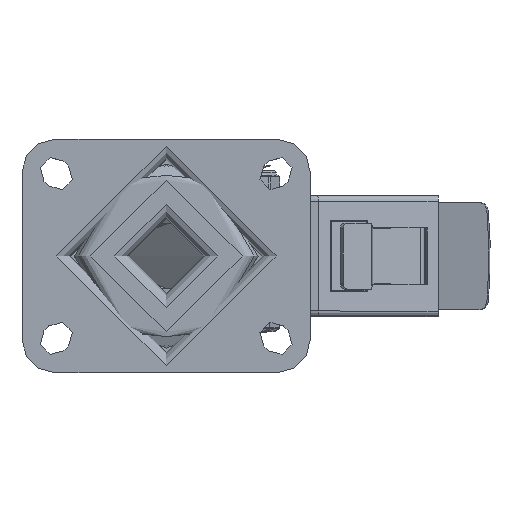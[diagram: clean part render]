
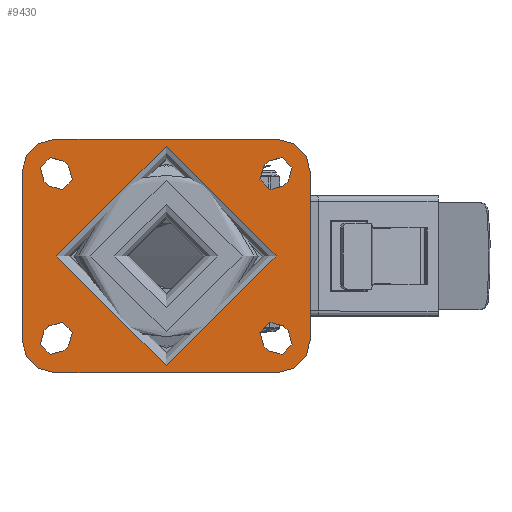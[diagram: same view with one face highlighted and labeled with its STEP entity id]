
A CAD part, top view. The second image highlights one B-rep face of the part: STEP entity #9430.
In plain terms, the highlighted planar face has unit normal (0, 0, 1).
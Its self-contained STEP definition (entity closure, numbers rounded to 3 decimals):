
#578=FACE_BOUND('',#3334,.T.);
#579=FACE_BOUND('',#3335,.T.);
#580=FACE_BOUND('',#3336,.T.);
#581=FACE_BOUND('',#3337,.T.);
#582=FACE_BOUND('',#3338,.T.);
#633=PLANE('',#10232);
#1004=LINE('',#13992,#1845);
#1005=LINE('',#13993,#1846);
#1006=LINE('',#13994,#1847);
#1007=LINE('',#13995,#1848);
#1008=LINE('',#13996,#1849);
#1009=LINE('',#13997,#1850);
#1010=LINE('',#13998,#1851);
#1011=LINE('',#13999,#1852);
#1012=LINE('',#14000,#1853);
#1013=LINE('',#14001,#1854);
#1014=LINE('',#14002,#1855);
#1015=LINE('',#14003,#1856);
#1845=VECTOR('',#11334,1000.);
#1846=VECTOR('',#11335,1000.);
#1847=VECTOR('',#11336,1000.);
#1848=VECTOR('',#11337,1000.);
#1849=VECTOR('',#11338,1000.);
#1850=VECTOR('',#11339,1000.);
#1851=VECTOR('',#11340,1000.);
#1852=VECTOR('',#11341,1000.);
#1853=VECTOR('',#11342,1000.);
#1854=VECTOR('',#11343,1000.);
#1855=VECTOR('',#11344,1000.);
#1856=VECTOR('',#11345,1000.);
#2780=FACE_OUTER_BOUND('',#3333,.T.);
#3333=EDGE_LOOP('',(#6760,#6761,#6762,#6763,#6764,#6765,#6766,#6767));
#3334=EDGE_LOOP('',(#6768,#6769,#6770,#6771));
#3335=EDGE_LOOP('',(#6772,#6773,#6774,#6775));
#3336=EDGE_LOOP('',(#6776,#6777,#6778,#6779));
#3337=EDGE_LOOP('',(#6780,#6781,#6782,#6783));
#3338=EDGE_LOOP('',(#6784));
#3917=CIRCLE('',#10111,5.125);
#3918=CIRCLE('',#10113,5.125);
#3921=CIRCLE('',#10117,5.125);
#3922=CIRCLE('',#10119,5.125);
#3924=CIRCLE('',#10122,5.125);
#3927=CIRCLE('',#10126,5.125);
#3928=CIRCLE('',#10128,5.125);
#3931=CIRCLE('',#10132,5.125);
#3932=CIRCLE('',#10134,12.);
#3934=CIRCLE('',#10137,12.);
#3936=CIRCLE('',#10140,12.);
#3938=CIRCLE('',#10143,12.);
#3959=CIRCLE('',#10174,40.);
#4243=VERTEX_POINT('',#13632);
#4244=VERTEX_POINT('',#13634);
#4245=VERTEX_POINT('',#13638);
#4246=VERTEX_POINT('',#13639);
#4251=VERTEX_POINT('',#13650);
#4252=VERTEX_POINT('',#13652);
#4253=VERTEX_POINT('',#13656);
#4254=VERTEX_POINT('',#13657);
#4257=VERTEX_POINT('',#13665);
#4258=VERTEX_POINT('',#13666);
#4263=VERTEX_POINT('',#13677);
#4264=VERTEX_POINT('',#13679);
#4265=VERTEX_POINT('',#13683);
#4266=VERTEX_POINT('',#13684);
#4271=VERTEX_POINT('',#13695);
#4272=VERTEX_POINT('',#13697);
#4273=VERTEX_POINT('',#13701);
#4274=VERTEX_POINT('',#13702);
#4277=VERTEX_POINT('',#13710);
#4278=VERTEX_POINT('',#13711);
#4281=VERTEX_POINT('',#13719);
#4282=VERTEX_POINT('',#13720);
#4285=VERTEX_POINT('',#13728);
#4286=VERTEX_POINT('',#13729);
#4303=VERTEX_POINT('',#13783);
#5151=EDGE_CURVE('',#4244,#4243,#3917,.T.);
#5153=EDGE_CURVE('',#4245,#4246,#3918,.T.);
#5159=EDGE_CURVE('',#4252,#4251,#3921,.T.);
#5161=EDGE_CURVE('',#4253,#4254,#3922,.T.);
#5165=EDGE_CURVE('',#4257,#4258,#3924,.T.);
#5171=EDGE_CURVE('',#4264,#4263,#3927,.T.);
#5173=EDGE_CURVE('',#4265,#4266,#3928,.T.);
#5179=EDGE_CURVE('',#4272,#4271,#3931,.T.);
#5181=EDGE_CURVE('',#4273,#4274,#3932,.T.);
#5185=EDGE_CURVE('',#4277,#4278,#3934,.T.);
#5189=EDGE_CURVE('',#4281,#4282,#3936,.T.);
#5193=EDGE_CURVE('',#4285,#4286,#3938,.T.);
#5220=EDGE_CURVE('',#4303,#4303,#3959,.T.);
#5324=EDGE_CURVE('',#4282,#4285,#1004,.T.);
#5325=EDGE_CURVE('',#4278,#4281,#1005,.T.);
#5326=EDGE_CURVE('',#4274,#4277,#1006,.T.);
#5327=EDGE_CURVE('',#4286,#4273,#1007,.T.);
#5328=EDGE_CURVE('',#4243,#4245,#1008,.T.);
#5329=EDGE_CURVE('',#4246,#4244,#1009,.T.);
#5330=EDGE_CURVE('',#4251,#4253,#1010,.T.);
#5331=EDGE_CURVE('',#4254,#4252,#1011,.T.);
#5332=EDGE_CURVE('',#4258,#4264,#1012,.T.);
#5333=EDGE_CURVE('',#4263,#4257,#1013,.T.);
#5334=EDGE_CURVE('',#4266,#4272,#1014,.T.);
#5335=EDGE_CURVE('',#4271,#4265,#1015,.T.);
#6760=ORIENTED_EDGE('',*,*,#5193,.F.);
#6761=ORIENTED_EDGE('',*,*,#5324,.F.);
#6762=ORIENTED_EDGE('',*,*,#5189,.F.);
#6763=ORIENTED_EDGE('',*,*,#5325,.F.);
#6764=ORIENTED_EDGE('',*,*,#5185,.F.);
#6765=ORIENTED_EDGE('',*,*,#5326,.F.);
#6766=ORIENTED_EDGE('',*,*,#5181,.F.);
#6767=ORIENTED_EDGE('',*,*,#5327,.F.);
#6768=ORIENTED_EDGE('',*,*,#5328,.T.);
#6769=ORIENTED_EDGE('',*,*,#5153,.T.);
#6770=ORIENTED_EDGE('',*,*,#5329,.T.);
#6771=ORIENTED_EDGE('',*,*,#5151,.T.);
#6772=ORIENTED_EDGE('',*,*,#5330,.T.);
#6773=ORIENTED_EDGE('',*,*,#5161,.T.);
#6774=ORIENTED_EDGE('',*,*,#5331,.T.);
#6775=ORIENTED_EDGE('',*,*,#5159,.T.);
#6776=ORIENTED_EDGE('',*,*,#5332,.T.);
#6777=ORIENTED_EDGE('',*,*,#5171,.T.);
#6778=ORIENTED_EDGE('',*,*,#5333,.T.);
#6779=ORIENTED_EDGE('',*,*,#5165,.T.);
#6780=ORIENTED_EDGE('',*,*,#5334,.T.);
#6781=ORIENTED_EDGE('',*,*,#5179,.T.);
#6782=ORIENTED_EDGE('',*,*,#5335,.T.);
#6783=ORIENTED_EDGE('',*,*,#5173,.T.);
#6784=ORIENTED_EDGE('',*,*,#5220,.F.);
#9430=ADVANCED_FACE('',(#2780,#578,#579,#580,#581,#582),#633,.T.);
#10111=AXIS2_PLACEMENT_3D('',#13635,#11014,#11015);
#10113=AXIS2_PLACEMENT_3D('',#13640,#11019,#11020);
#10117=AXIS2_PLACEMENT_3D('',#13653,#11030,#11031);
#10119=AXIS2_PLACEMENT_3D('',#13658,#11035,#11036);
#10122=AXIS2_PLACEMENT_3D('',#13667,#11043,#11044);
#10126=AXIS2_PLACEMENT_3D('',#13680,#11054,#11055);
#10128=AXIS2_PLACEMENT_3D('',#13685,#11059,#11060);
#10132=AXIS2_PLACEMENT_3D('',#13698,#11070,#11071);
#10134=AXIS2_PLACEMENT_3D('',#13703,#11075,#11076);
#10137=AXIS2_PLACEMENT_3D('',#13712,#11083,#11084);
#10140=AXIS2_PLACEMENT_3D('',#13721,#11091,#11092);
#10143=AXIS2_PLACEMENT_3D('',#13730,#11099,#11100);
#10174=AXIS2_PLACEMENT_3D('',#13784,#11167,#11168);
#10232=AXIS2_PLACEMENT_3D('',#13991,#11332,#11333);
#11014=DIRECTION('center_axis',(0.,0.,-1.));
#11015=DIRECTION('ref_axis',(-1.,0.,0.));
#11019=DIRECTION('center_axis',(0.,0.,-1.));
#11020=DIRECTION('ref_axis',(-1.,0.,0.));
#11030=DIRECTION('center_axis',(0.,0.,-1.));
#11031=DIRECTION('ref_axis',(-1.,0.,0.));
#11035=DIRECTION('center_axis',(0.,0.,-1.));
#11036=DIRECTION('ref_axis',(-1.,0.,0.));
#11043=DIRECTION('center_axis',(0.,0.,-1.));
#11044=DIRECTION('ref_axis',(1.,0.,0.));
#11054=DIRECTION('center_axis',(0.,0.,-1.));
#11055=DIRECTION('ref_axis',(1.,0.,0.));
#11059=DIRECTION('center_axis',(0.,0.,-1.));
#11060=DIRECTION('ref_axis',(1.,0.,0.));
#11070=DIRECTION('center_axis',(0.,0.,-1.));
#11071=DIRECTION('ref_axis',(1.,0.,0.));
#11075=DIRECTION('center_axis',(0.,0.,-1.));
#11076=DIRECTION('ref_axis',(-0.707,0.707,0.));
#11083=DIRECTION('center_axis',(0.,0.,-1.));
#11084=DIRECTION('ref_axis',(0.707,0.707,0.));
#11091=DIRECTION('center_axis',(0.,0.,-1.));
#11092=DIRECTION('ref_axis',(0.707,-0.707,0.));
#11099=DIRECTION('center_axis',(0.,0.,-1.));
#11100=DIRECTION('ref_axis',(-0.707,-0.707,0.));
#11167=DIRECTION('center_axis',(0.,0.,1.));
#11168=DIRECTION('ref_axis',(1.,0.,0.));
#11332=DIRECTION('center_axis',(0.,0.,1.));
#11333=DIRECTION('ref_axis',(1.,0.,0.));
#11334=DIRECTION('',(-1.,0.,0.));
#11335=DIRECTION('',(0.,-1.,0.));
#11336=DIRECTION('',(1.,0.,0.));
#11337=DIRECTION('',(0.,1.,0.));
#11338=DIRECTION('',(-0.707,0.707,0.));
#11339=DIRECTION('',(0.707,-0.707,0.));
#11340=DIRECTION('',(-0.707,-0.707,0.));
#11341=DIRECTION('',(0.707,0.707,0.));
#11342=DIRECTION('',(-0.707,-0.707,0.));
#11343=DIRECTION('',(0.707,0.707,0.));
#11344=DIRECTION('',(-0.707,0.707,0.));
#11345=DIRECTION('',(0.707,-0.707,0.));
#13632=CARTESIAN_POINT('',(37.26,-34.508,0.));
#13634=CARTESIAN_POINT('',(44.508,-27.26,0.));
#13635=CARTESIAN_POINT('Origin',(40.884,-30.884,0.));
#13638=CARTESIAN_POINT('',(35.492,-32.74,0.));
#13639=CARTESIAN_POINT('',(42.74,-25.492,0.));
#13640=CARTESIAN_POINT('Origin',(39.116,-29.116,0.));
#13650=CARTESIAN_POINT('',(44.508,27.26,0.));
#13652=CARTESIAN_POINT('',(37.26,34.508,0.));
#13653=CARTESIAN_POINT('Origin',(40.884,30.884,0.));
#13656=CARTESIAN_POINT('',(42.74,25.492,0.));
#13657=CARTESIAN_POINT('',(35.492,32.74,0.));
#13658=CARTESIAN_POINT('Origin',(39.116,29.116,0.));
#13665=CARTESIAN_POINT('',(-42.74,-25.492,0.));
#13666=CARTESIAN_POINT('',(-35.492,-32.74,0.));
#13667=CARTESIAN_POINT('Origin',(-39.116,-29.116,0.));
#13677=CARTESIAN_POINT('',(-44.508,-27.26,0.));
#13679=CARTESIAN_POINT('',(-37.26,-34.508,0.));
#13680=CARTESIAN_POINT('Origin',(-40.884,-30.884,0.));
#13683=CARTESIAN_POINT('',(-35.492,32.74,0.));
#13684=CARTESIAN_POINT('',(-42.74,25.492,0.));
#13685=CARTESIAN_POINT('Origin',(-39.116,29.116,0.));
#13695=CARTESIAN_POINT('',(-37.26,34.508,0.));
#13697=CARTESIAN_POINT('',(-44.508,27.26,0.));
#13698=CARTESIAN_POINT('Origin',(-40.884,30.884,0.));
#13701=CARTESIAN_POINT('',(-52.5,30.5,0.));
#13702=CARTESIAN_POINT('',(-40.5,42.5,0.));
#13703=CARTESIAN_POINT('Origin',(-40.5,30.5,0.));
#13710=CARTESIAN_POINT('',(40.5,42.5,0.));
#13711=CARTESIAN_POINT('',(52.5,30.5,0.));
#13712=CARTESIAN_POINT('Origin',(40.5,30.5,0.));
#13719=CARTESIAN_POINT('',(52.5,-30.5,0.));
#13720=CARTESIAN_POINT('',(40.5,-42.5,0.));
#13721=CARTESIAN_POINT('Origin',(40.5,-30.5,0.));
#13728=CARTESIAN_POINT('',(-40.5,-42.5,0.));
#13729=CARTESIAN_POINT('',(-52.5,-30.5,0.));
#13730=CARTESIAN_POINT('Origin',(-40.5,-30.5,0.));
#13783=CARTESIAN_POINT('',(40.,0.,0.));
#13784=CARTESIAN_POINT('Origin',(0.,0.,0.));
#13991=CARTESIAN_POINT('Origin',(0.,0.,0.));
#13992=CARTESIAN_POINT('',(52.5,-42.5,0.));
#13993=CARTESIAN_POINT('',(52.5,42.5,0.));
#13994=CARTESIAN_POINT('',(-52.5,42.5,0.));
#13995=CARTESIAN_POINT('',(-52.5,-42.5,0.));
#13996=CARTESIAN_POINT('',(37.26,-34.508,0.));
#13997=CARTESIAN_POINT('',(44.508,-27.26,0.));
#13998=CARTESIAN_POINT('',(44.508,27.26,0.));
#13999=CARTESIAN_POINT('',(37.26,34.508,0.));
#14000=CARTESIAN_POINT('',(-37.26,-34.508,0.));
#14001=CARTESIAN_POINT('',(-44.508,-27.26,0.));
#14002=CARTESIAN_POINT('',(-44.508,27.26,0.));
#14003=CARTESIAN_POINT('',(-37.26,34.508,0.));
